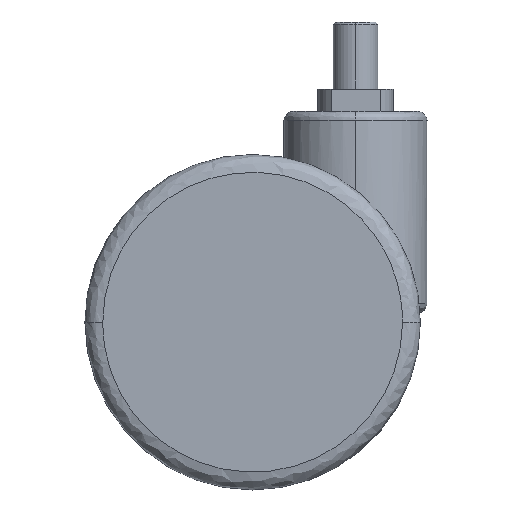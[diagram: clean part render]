
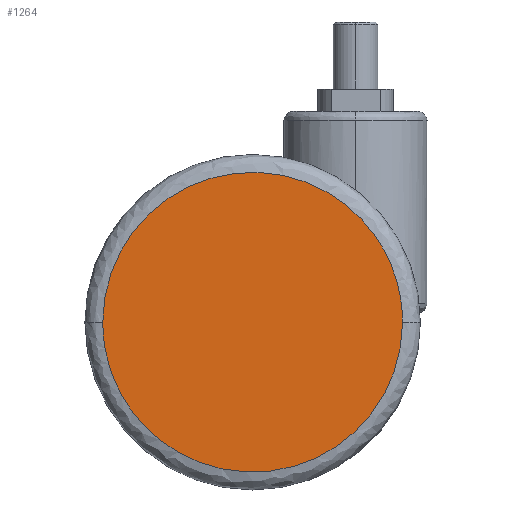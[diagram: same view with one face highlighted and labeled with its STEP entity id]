
A CAD part, left-side view. The second image highlights one B-rep face of the part: STEP entity #1264.
In plain terms, the highlighted planar face has unit normal (-1, 0, 0).
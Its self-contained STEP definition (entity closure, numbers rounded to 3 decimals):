
#182 = CARTESIAN_POINT ( 'NONE',  ( -31., -9., -47.5 ) ) ;
#251 = CARTESIAN_POINT ( 'NONE',  ( -31., 58., -47.5 ) ) ;
#313 = FACE_OUTER_BOUND ( 'NONE', #1506, .T. ) ;
#502 = EDGE_CURVE ( 'NONE', #600, #1408, #774, .T. ) ;
#600 = VERTEX_POINT ( 'NONE', #1072 ) ;
#626 = CARTESIAN_POINT ( 'NONE',  ( -31., -9., -47.5 ) ) ;
#630 = CARTESIAN_POINT ( 'NONE',  ( -31., 58., -114.5 ) ) ;
#632 = EDGE_CURVE ( 'NONE', #1408, #600, #657, .T. ) ;
#657 =( BOUNDED_CURVE ( )  B_SPLINE_CURVE ( 3, ( #626, #1331, #630, #251 ),
 .UNSPECIFIED., .F., .T. ) 
 B_SPLINE_CURVE_WITH_KNOTS ( ( 4, 4 ),
 ( 0.5, 1. ),
 .UNSPECIFIED. ) 
 CURVE ( )  GEOMETRIC_REPRESENTATION_ITEM ( )  RATIONAL_B_SPLINE_CURVE ( ( 1., 0.333, 0.333, 1. ) ) 
 REPRESENTATION_ITEM ( '' )  );
#774 =( BOUNDED_CURVE ( )  B_SPLINE_CURVE ( 3, ( #1170, #1281, #1285, #1267 ),
 .UNSPECIFIED., .F., .T. ) 
 B_SPLINE_CURVE_WITH_KNOTS ( ( 4, 4 ),
 ( 0., 0.5 ),
 .UNSPECIFIED. ) 
 CURVE ( )  GEOMETRIC_REPRESENTATION_ITEM ( )  RATIONAL_B_SPLINE_CURVE ( ( 1., 0.333, 0.333, 1. ) ) 
 REPRESENTATION_ITEM ( '' )  );
#844 = AXIS2_PLACEMENT_3D ( 'NONE', #1411, #1534, #1178 ) ;
#1048 = PLANE ( 'NONE',  #844 ) ;
#1072 = CARTESIAN_POINT ( 'NONE',  ( -31., 58., -47.5 ) ) ;
#1170 = CARTESIAN_POINT ( 'NONE',  ( -31., 58., -47.5 ) ) ;
#1178 = DIRECTION ( 'NONE',  ( 0., 0., 1. ) ) ;
#1264 = ADVANCED_FACE ( 'NONE', ( #313 ), #1048, .T. ) ;
#1267 = CARTESIAN_POINT ( 'NONE',  ( -31., -9., -47.5 ) ) ;
#1281 = CARTESIAN_POINT ( 'NONE',  ( -31., 58., 19.5 ) ) ;
#1285 = CARTESIAN_POINT ( 'NONE',  ( -31., -9., 19.5 ) ) ;
#1331 = CARTESIAN_POINT ( 'NONE',  ( -31., -9., -114.5 ) ) ;
#1382 = ORIENTED_EDGE ( 'NONE', *, *, #632, .F. ) ;
#1408 = VERTEX_POINT ( 'NONE', #182 ) ;
#1411 = CARTESIAN_POINT ( 'NONE',  ( -31., 7.75, -47.5 ) ) ;
#1451 = ORIENTED_EDGE ( 'NONE', *, *, #502, .F. ) ;
#1506 = EDGE_LOOP ( 'NONE', ( #1382, #1451 ) ) ;
#1534 = DIRECTION ( 'NONE',  ( -1., 0., 0. ) ) ;
